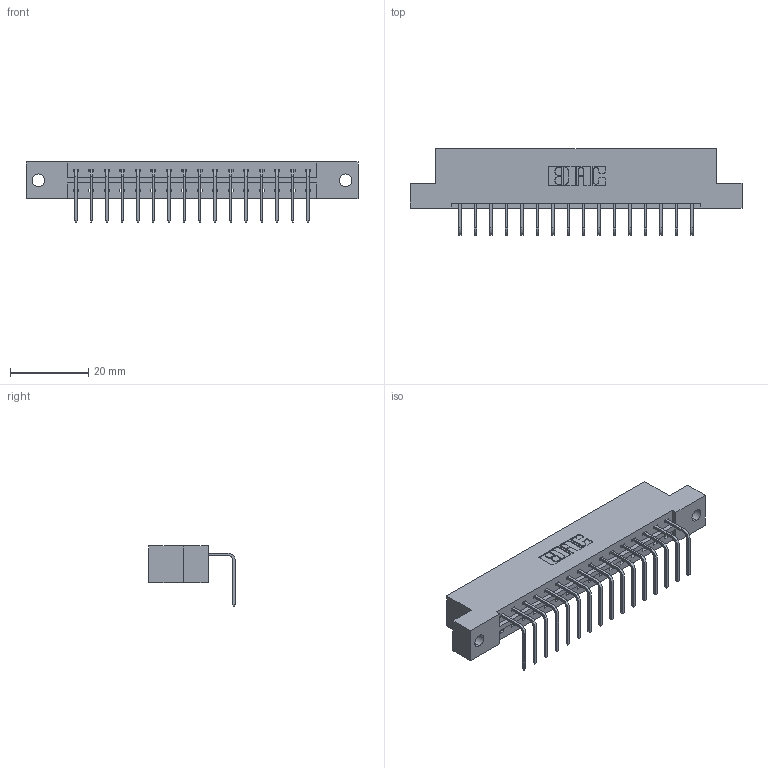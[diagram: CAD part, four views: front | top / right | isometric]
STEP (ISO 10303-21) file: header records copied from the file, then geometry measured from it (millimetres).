
FILE_DESCRIPTION (( 'STEP AP203' ), '1' );
FILE_NAME ('833-016-558-102.STEP', '2020-05-31T18:51:03', ( '' ), ( '' ), 'SwSTEP 2.0', 'SolidWorks 2020', '' );
FILE_SCHEMA (( 'CONFIG_CONTROL_DESIGN' ));
Length unit declared in the file: inch
Products named in the file (3): 833 Part_Flush - .128 Dia; 833-016-558-102; 345-292-001_558 Tail - 2
Assembly tree (17 placements, depth 2):
  833-016-558-102
    833 Part_Flush - .128 Dia
    345-292-001_558 Tail - 2  x16
Bounding box: 84.94 x 22.17 x 15.37 mm (x, y, z)
Volume: 8340.1 mm3; surface area: 8908.3 mm2
Topology: 17 solids, 17 shells, 1074 faces, 3223 edges, 2126 vertices
Faces by surface type: plane 774, cylinder 300
Entity records: 13231 total; most frequent: CARTESIAN_POINT 2294, ORIENTED_EDGE 2246, DIRECTION 1987, EDGE_CURVE 1123, VECTOR 995, LINE 995, VERTEX_POINT 746, AXIS2_PLACEMENT_3D 496
